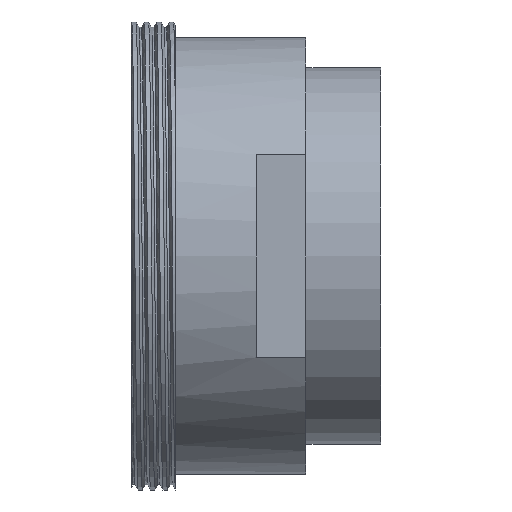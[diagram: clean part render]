
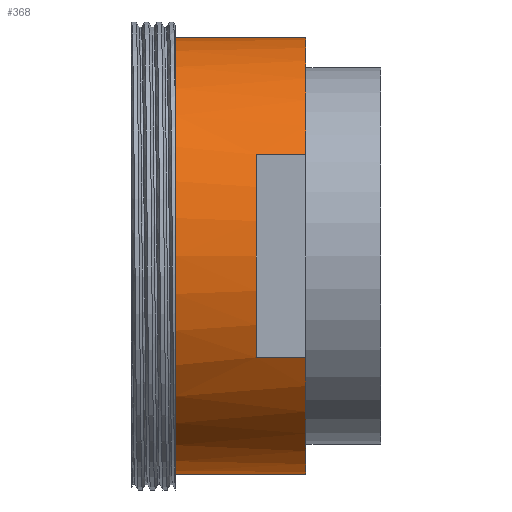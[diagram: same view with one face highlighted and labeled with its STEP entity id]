
A CAD part, front view. The second image highlights one B-rep face of the part: STEP entity #368.
In plain terms, the highlighted cylindrical face has radius 35 mm (diameter 70 mm), a partial arc.
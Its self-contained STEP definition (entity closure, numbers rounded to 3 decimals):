
#53 = ORIENTED_EDGE ( 'NONE', *, *, #589, .F. ) ;
#90 = DIRECTION ( 'NONE',  ( 1., 0., 0. ) ) ;
#148 = ORIENTED_EDGE ( 'NONE', *, *, #978, .T. ) ;
#149 = DIRECTION ( 'NONE',  ( -1., 0., 0. ) ) ;
#150 = LINE ( 'NONE', #356, #1062 ) ;
#151 = AXIS2_PLACEMENT_3D ( 'NONE', #157, #413, #1571 ) ;
#157 = CARTESIAN_POINT ( 'NONE',  ( 20.5, 0., 0. ) ) ;
#172 = CYLINDRICAL_SURFACE ( 'NONE', #898, 35. ) ;
#179 = DIRECTION ( 'NONE',  ( 1., 0., 0. ) ) ;
#219 = CARTESIAN_POINT ( 'NONE',  ( 12.5, 0., 0. ) ) ;
#229 = DIRECTION ( 'NONE',  ( -1., 0., 0. ) ) ;
#265 = LINE ( 'NONE', #423, #906 ) ;
#294 = DIRECTION ( 'NONE',  ( 0., 0., 1. ) ) ;
#326 = VECTOR ( 'NONE', #1378, 1000. ) ;
#344 = VERTEX_POINT ( 'NONE', #1792 ) ;
#356 = CARTESIAN_POINT ( 'NONE',  ( -36.703, -31., -16.248 ) ) ;
#366 = FACE_OUTER_BOUND ( 'NONE', #1027, .T. ) ;
#368 = ADVANCED_FACE ( 'NONE', ( #366 ), #172, .T. ) ;
#413 = DIRECTION ( 'NONE',  ( -1., 0., 0. ) ) ;
#423 = CARTESIAN_POINT ( 'NONE',  ( -36.703, 0., 35. ) ) ;
#438 = CARTESIAN_POINT ( 'NONE',  ( 12.5, -31., 16.248 ) ) ;
#444 = CARTESIAN_POINT ( 'NONE',  ( 20.5, -31., -16.248 ) ) ;
#537 = LINE ( 'NONE', #1479, #676 ) ;
#567 = EDGE_CURVE ( 'NONE', #1354, #1767, #972, .T. ) ;
#589 = EDGE_CURVE ( 'NONE', #1789, #1742, #1859, .T. ) ;
#601 = CARTESIAN_POINT ( 'NONE',  ( 20.5, 0., -35. ) ) ;
#676 = VECTOR ( 'NONE', #1108, 1000. ) ;
#681 = DIRECTION ( 'NONE',  ( 0., 0., -1. ) ) ;
#726 = EDGE_CURVE ( 'NONE', #1767, #344, #1684, .T. ) ;
#776 = ORIENTED_EDGE ( 'NONE', *, *, #567, .F. ) ;
#780 = EDGE_CURVE ( 'NONE', #1303, #344, #265, .T. ) ;
#821 = AXIS2_PLACEMENT_3D ( 'NONE', #1012, #1585, #294 ) ;
#872 = CARTESIAN_POINT ( 'NONE',  ( 12.5, -31., -16.248 ) ) ;
#898 = AXIS2_PLACEMENT_3D ( 'NONE', #1104, #1674, #1533 ) ;
#906 = VECTOR ( 'NONE', #149, 1000. ) ;
#972 = LINE ( 'NONE', #1531, #326 ) ;
#978 = EDGE_CURVE ( 'NONE', #1087, #1303, #1566, .T. ) ;
#1012 = CARTESIAN_POINT ( 'NONE',  ( 20.5, 0., 0. ) ) ;
#1027 = EDGE_LOOP ( 'NONE', ( #776, #1847, #1856, #53, #1152, #148, #1330, #1495 ) ) ;
#1050 = AXIS2_PLACEMENT_3D ( 'NONE', #219, #90, #681 ) ;
#1062 = VECTOR ( 'NONE', #179, 1000. ) ;
#1087 = VERTEX_POINT ( 'NONE', #1607 ) ;
#1104 = CARTESIAN_POINT ( 'NONE',  ( -36.703, 0., 0. ) ) ;
#1108 = DIRECTION ( 'NONE',  ( -1., 0., 0. ) ) ;
#1152 = ORIENTED_EDGE ( 'NONE', *, *, #1581, .F. ) ;
#1249 = CARTESIAN_POINT ( 'NONE',  ( -0.406, 0., 0. ) ) ;
#1290 = AXIS2_PLACEMENT_3D ( 'NONE', #1249, #229, #1823 ) ;
#1303 = VERTEX_POINT ( 'NONE', #1673 ) ;
#1330 = ORIENTED_EDGE ( 'NONE', *, *, #780, .T. ) ;
#1354 = VERTEX_POINT ( 'NONE', #601 ) ;
#1378 = DIRECTION ( 'NONE',  ( -1., 0., 0. ) ) ;
#1398 = VERTEX_POINT ( 'NONE', #444 ) ;
#1401 = EDGE_CURVE ( 'NONE', #1354, #1398, #1477, .T. ) ;
#1410 = EDGE_CURVE ( 'NONE', #1742, #1398, #150, .T. ) ;
#1477 = CIRCLE ( 'NONE', #821, 35. ) ;
#1479 = CARTESIAN_POINT ( 'NONE',  ( -36.703, -31., 16.248 ) ) ;
#1495 = ORIENTED_EDGE ( 'NONE', *, *, #726, .F. ) ;
#1531 = CARTESIAN_POINT ( 'NONE',  ( -36.703, 0., -35. ) ) ;
#1533 = DIRECTION ( 'NONE',  ( 0., 0., 1. ) ) ;
#1566 = CIRCLE ( 'NONE', #151, 35. ) ;
#1571 = DIRECTION ( 'NONE',  ( 0., 0., 1. ) ) ;
#1581 = EDGE_CURVE ( 'NONE', #1087, #1789, #537, .T. ) ;
#1585 = DIRECTION ( 'NONE',  ( -1., 0., 0. ) ) ;
#1607 = CARTESIAN_POINT ( 'NONE',  ( 20.5, -31., 16.248 ) ) ;
#1673 = CARTESIAN_POINT ( 'NONE',  ( 20.5, 0., 35. ) ) ;
#1674 = DIRECTION ( 'NONE',  ( -1., 0., 0. ) ) ;
#1684 = CIRCLE ( 'NONE', #1290, 35. ) ;
#1694 = CARTESIAN_POINT ( 'NONE',  ( -0.406, 0., -35. ) ) ;
#1742 = VERTEX_POINT ( 'NONE', #872 ) ;
#1767 = VERTEX_POINT ( 'NONE', #1694 ) ;
#1789 = VERTEX_POINT ( 'NONE', #438 ) ;
#1792 = CARTESIAN_POINT ( 'NONE',  ( -0.406, 0., 35. ) ) ;
#1823 = DIRECTION ( 'NONE',  ( 0., 0., 1. ) ) ;
#1847 = ORIENTED_EDGE ( 'NONE', *, *, #1401, .T. ) ;
#1856 = ORIENTED_EDGE ( 'NONE', *, *, #1410, .F. ) ;
#1859 = CIRCLE ( 'NONE', #1050, 35. ) ;
